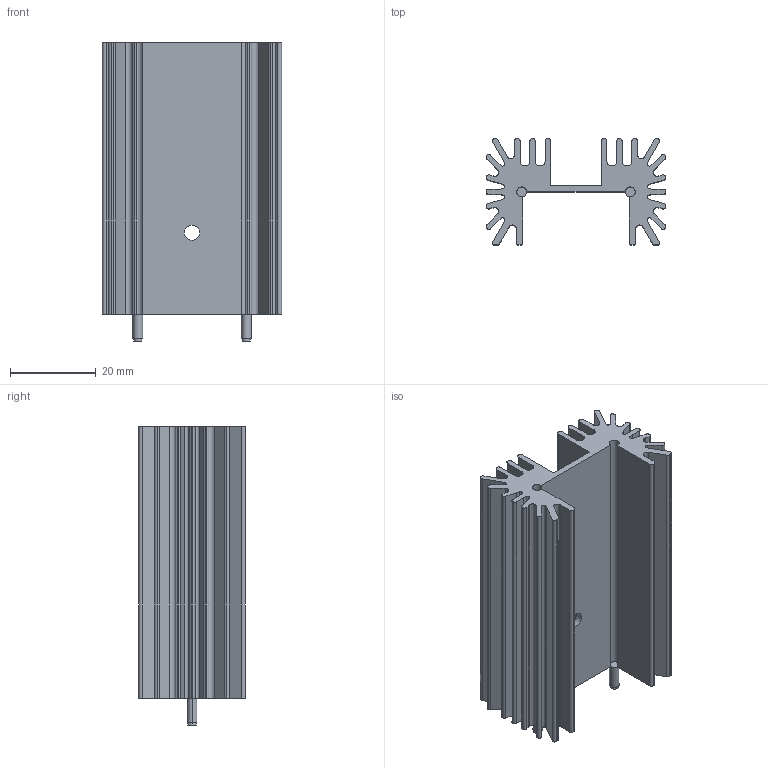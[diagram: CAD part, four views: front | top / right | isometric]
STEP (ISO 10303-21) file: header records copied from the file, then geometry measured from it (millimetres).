
FILE_DESCRIPTION(('FreeCAD Model'),'2;1');
FILE_NAME('RA-T2X-64E-mod.step','2020-03-13T13:21:03',('Author'),(''), 'Open CASCADE STEP processor 7.3','FreeCAD','Unknown');
FILE_SCHEMA(('AUTOMOTIVE_DESIGN { 1 0 10303 214 1 1 1 1 }'));
Length unit declared in the file: millimetre
Products named in the file (4): RA-T2X-64E; SOLID; SOLID001; SOLID002
Assembly tree (3 placements, depth 2):
  RA-T2X-64E
    SOLID
    SOLID001
    SOLID002
Bounding box: 41.91 x 24.89 x 69.85 mm (x, y, z)
Volume: 24236.3 mm3; surface area: 21628.7 mm2
Topology: 3 solids, 3 shells, 180 faces, 516 edges, 344 vertices
Faces by surface type: cylinder 100, plane 80
Entity records: 13040 total; most frequent: CARTESIAN_POINT 2628, DIRECTION 2024, LINE 1148, VECTOR 1148, ORIENTED_EDGE 1032, PCURVE 1032, DEFINITIONAL_REPRESENTATION 1032, EDGE_CURVE 516
